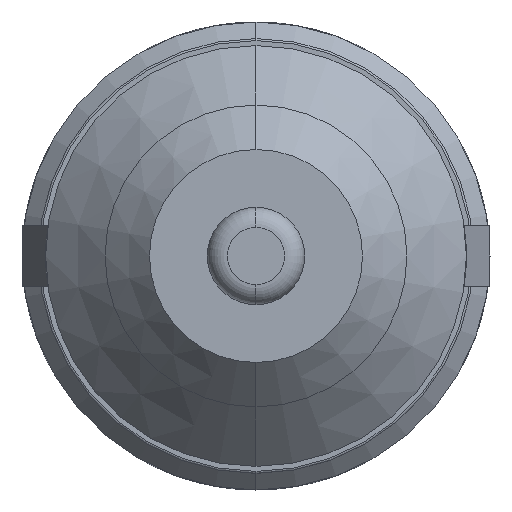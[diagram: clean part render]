
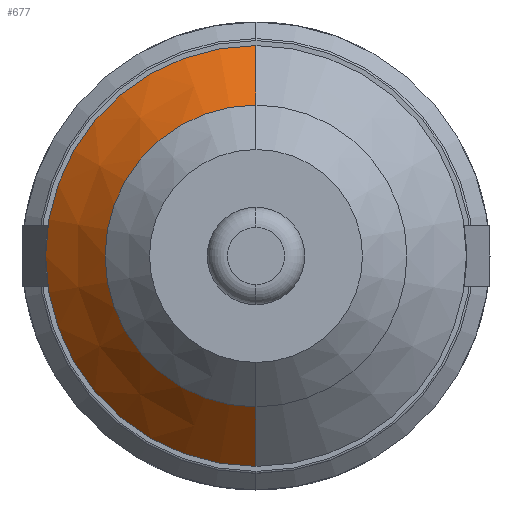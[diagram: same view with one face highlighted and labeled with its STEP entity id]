
A CAD part, left-side view. The second image highlights one B-rep face of the part: STEP entity #677.
In plain terms, the highlighted conical face has half-angle 45 degrees and reference radius 10.43 mm.
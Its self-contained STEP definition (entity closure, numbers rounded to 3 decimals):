
#155 = VERTEX_POINT ( 'NONE', #3956 ) ;
#259 = FACE_OUTER_BOUND ( 'NONE', #4993, .T. ) ;
#410 = ORIENTED_EDGE ( 'NONE', *, *, #1285, .F. ) ;
#505 = VERTEX_POINT ( 'NONE', #2850 ) ;
#677 = ADVANCED_FACE ( 'NONE', ( #259 ), #4789, .T. ) ;
#733 = CARTESIAN_POINT ( 'NONE',  ( -31.95, 0., 0. ) ) ;
#801 = EDGE_CURVE ( 'NONE', #2255, #155, #1019, .T. ) ;
#828 = VECTOR ( 'NONE', #3067, 1000. ) ;
#984 = DIRECTION ( 'NONE',  ( 0., 0., 1. ) ) ;
#1019 = CIRCLE ( 'NONE', #3664, 10.43 ) ;
#1171 = DIRECTION ( 'NONE',  ( 1., 0., 0. ) ) ;
#1285 = EDGE_CURVE ( 'NONE', #2617, #155, #3559, .T. ) ;
#1315 = CARTESIAN_POINT ( 'NONE',  ( -29., 0., -10.43 ) ) ;
#1454 = DIRECTION ( 'NONE',  ( 0.707, 0., 0.707 ) ) ;
#1506 = EDGE_CURVE ( 'NONE', #505, #2255, #1624, .T. ) ;
#1624 = LINE ( 'NONE', #1918, #3509 ) ;
#1795 = DIRECTION ( 'NONE',  ( -1., 0., 0. ) ) ;
#1918 = CARTESIAN_POINT ( 'NONE',  ( -29., 0., 10.43 ) ) ;
#2126 = CARTESIAN_POINT ( 'NONE',  ( -31.95, 0., -7.48 ) ) ;
#2255 = VERTEX_POINT ( 'NONE', #4416 ) ;
#2617 = VERTEX_POINT ( 'NONE', #2126 ) ;
#2827 = DIRECTION ( 'NONE',  ( 0., 0., -1. ) ) ;
#2850 = CARTESIAN_POINT ( 'NONE',  ( -31.95, 0., 7.48 ) ) ;
#2863 = CIRCLE ( 'NONE', #4999, 7.48 ) ;
#2946 = CARTESIAN_POINT ( 'NONE',  ( -29., 0., 0. ) ) ;
#3067 = DIRECTION ( 'NONE',  ( 0.707, 0., -0.707 ) ) ;
#3086 = ORIENTED_EDGE ( 'NONE', *, *, #801, .T. ) ;
#3222 = EDGE_CURVE ( 'NONE', #505, #2617, #2863, .T. ) ;
#3398 = AXIS2_PLACEMENT_3D ( 'NONE', #3499, #1171, #2827 ) ;
#3499 = CARTESIAN_POINT ( 'NONE',  ( -29., 0., 0. ) ) ;
#3509 = VECTOR ( 'NONE', #1454, 1000. ) ;
#3520 = DIRECTION ( 'NONE',  ( -1., 0., 0. ) ) ;
#3526 = ORIENTED_EDGE ( 'NONE', *, *, #3222, .F. ) ;
#3549 = DIRECTION ( 'NONE',  ( 0., 0., 1. ) ) ;
#3559 = LINE ( 'NONE', #1315, #828 ) ;
#3664 = AXIS2_PLACEMENT_3D ( 'NONE', #2946, #1795, #984 ) ;
#3842 = ORIENTED_EDGE ( 'NONE', *, *, #1506, .T. ) ;
#3956 = CARTESIAN_POINT ( 'NONE',  ( -29., 0., -10.43 ) ) ;
#4416 = CARTESIAN_POINT ( 'NONE',  ( -29., 0., 10.43 ) ) ;
#4789 = CONICAL_SURFACE ( 'NONE', #3398, 10.43, 0.785 ) ;
#4993 = EDGE_LOOP ( 'NONE', ( #3526, #3842, #3086, #410 ) ) ;
#4999 = AXIS2_PLACEMENT_3D ( 'NONE', #733, #3520, #3549 ) ;
